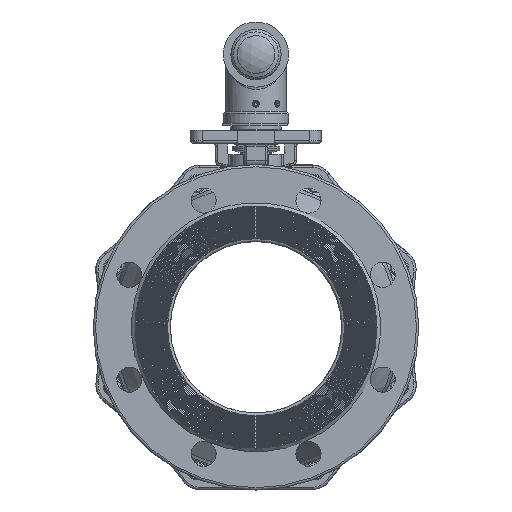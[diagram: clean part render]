
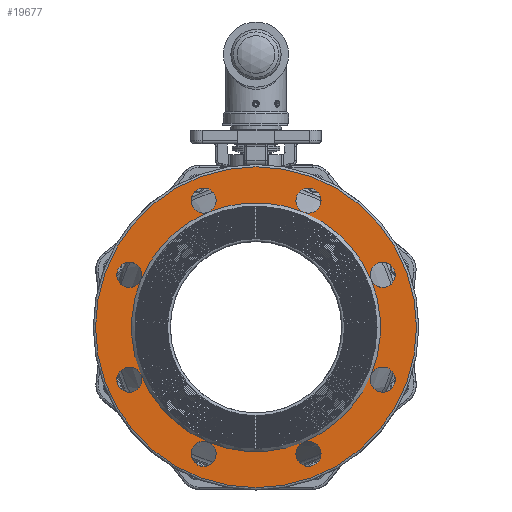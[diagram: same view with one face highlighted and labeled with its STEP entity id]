
A CAD part, front view. The second image highlights one B-rep face of the part: STEP entity #19677.
In plain terms, the highlighted planar face has unit normal (0, -1, 0).
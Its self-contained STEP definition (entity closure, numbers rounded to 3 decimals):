
#7447=ORIENTED_EDGE('',*,*,#11551,.F.);
#7448=ORIENTED_EDGE('',*,*,#11552,.F.);
#7449=ORIENTED_EDGE('',*,*,#11553,.F.);
#7450=ORIENTED_EDGE('',*,*,#11554,.F.);
#7451=ORIENTED_EDGE('',*,*,#11555,.F.);
#7452=ORIENTED_EDGE('',*,*,#11556,.F.);
#7453=ORIENTED_EDGE('',*,*,#11557,.F.);
#7454=ORIENTED_EDGE('',*,*,#11558,.F.);
#7455=ORIENTED_EDGE('',*,*,#11559,.F.);
#7456=ORIENTED_EDGE('',*,*,#11560,.F.);
#7457=ORIENTED_EDGE('',*,*,#11561,.F.);
#7458=ORIENTED_EDGE('',*,*,#11562,.F.);
#7459=ORIENTED_EDGE('',*,*,#11563,.F.);
#7460=ORIENTED_EDGE('',*,*,#11564,.F.);
#7461=ORIENTED_EDGE('',*,*,#11565,.F.);
#7462=ORIENTED_EDGE('',*,*,#11566,.F.);
#7463=ORIENTED_EDGE('',*,*,#11567,.T.);
#11551=EDGE_CURVE('',#13650,#13651,#14743,.T.);
#11552=EDGE_CURVE('',#13650,#13650,#14744,.T.);
#11553=EDGE_CURVE('',#13652,#13650,#14745,.T.);
#11554=EDGE_CURVE('',#13652,#13652,#14746,.T.);
#11555=EDGE_CURVE('',#13653,#13652,#14747,.T.);
#11556=EDGE_CURVE('',#13653,#13653,#14748,.T.);
#11557=EDGE_CURVE('',#13654,#13653,#14749,.T.);
#11558=EDGE_CURVE('',#13654,#13654,#14750,.T.);
#11559=EDGE_CURVE('',#13655,#13654,#14751,.T.);
#11560=EDGE_CURVE('',#13655,#13655,#14752,.T.);
#11561=EDGE_CURVE('',#13656,#13655,#14753,.T.);
#11562=EDGE_CURVE('',#13656,#13656,#14754,.T.);
#11563=EDGE_CURVE('',#13657,#13656,#14755,.T.);
#11564=EDGE_CURVE('',#13657,#13657,#14756,.T.);
#11565=EDGE_CURVE('',#13651,#13657,#14757,.T.);
#11566=EDGE_CURVE('',#13651,#13651,#14758,.T.);
#11567=EDGE_CURVE('',#13658,#13658,#14759,.T.);
#13650=VERTEX_POINT('',#62735);
#13651=VERTEX_POINT('',#62736);
#13652=VERTEX_POINT('',#62739);
#13653=VERTEX_POINT('',#62742);
#13654=VERTEX_POINT('',#62745);
#13655=VERTEX_POINT('',#62748);
#13656=VERTEX_POINT('',#62751);
#13657=VERTEX_POINT('',#62754);
#13658=VERTEX_POINT('',#62759);
#14743=CIRCLE('',#21508,109.);
#14744=CIRCLE('',#21509,11.);
#14745=CIRCLE('',#21510,109.);
#14746=CIRCLE('',#21511,11.);
#14747=CIRCLE('',#21512,109.);
#14748=CIRCLE('',#21513,11.);
#14749=CIRCLE('',#21514,109.);
#14750=CIRCLE('',#21515,11.);
#14751=CIRCLE('',#21516,109.);
#14752=CIRCLE('',#21517,11.);
#14753=CIRCLE('',#21518,109.);
#14754=CIRCLE('',#21519,11.);
#14755=CIRCLE('',#21520,109.);
#14756=CIRCLE('',#21521,11.);
#14757=CIRCLE('',#21522,109.);
#14758=CIRCLE('',#21523,11.);
#14759=CIRCLE('',#21524,140.5);
#16072=EDGE_LOOP('',(#7447,#7448,#7449,#7450,#7451,#7452,#7453,#7454,#7455,
#7456,#7457,#7458,#7459,#7460,#7461,#7462));
#16073=EDGE_LOOP('',(#7463));
#17737=FACE_BOUND('',#16072,.T.);
#17738=FACE_BOUND('',#16073,.T.);
#18659=PLANE('',#21507);
#19677=ADVANCED_FACE('',(#17737,#17738),#18659,.F.);
#21507=AXIS2_PLACEMENT_3D('',#62733,#25606,#25607);
#21508=AXIS2_PLACEMENT_3D('',#62734,#25608,#25609);
#21509=AXIS2_PLACEMENT_3D('',#62737,#25610,#25611);
#21510=AXIS2_PLACEMENT_3D('',#62738,#25612,#25613);
#21511=AXIS2_PLACEMENT_3D('',#62740,#25614,#25615);
#21512=AXIS2_PLACEMENT_3D('',#62741,#25616,#25617);
#21513=AXIS2_PLACEMENT_3D('',#62743,#25618,#25619);
#21514=AXIS2_PLACEMENT_3D('',#62744,#25620,#25621);
#21515=AXIS2_PLACEMENT_3D('',#62746,#25622,#25623);
#21516=AXIS2_PLACEMENT_3D('',#62747,#25624,#25625);
#21517=AXIS2_PLACEMENT_3D('',#62749,#25626,#25627);
#21518=AXIS2_PLACEMENT_3D('',#62750,#25628,#25629);
#21519=AXIS2_PLACEMENT_3D('',#62752,#25630,#25631);
#21520=AXIS2_PLACEMENT_3D('',#62753,#25632,#25633);
#21521=AXIS2_PLACEMENT_3D('',#62755,#25634,#25635);
#21522=AXIS2_PLACEMENT_3D('',#62756,#25636,#25637);
#21523=AXIS2_PLACEMENT_3D('',#62757,#25638,#25639);
#21524=AXIS2_PLACEMENT_3D('',#62758,#25640,#25641);
#25606=DIRECTION('',(0.,1.,0.));
#25607=DIRECTION('',(-1.,0.,0.));
#25608=DIRECTION('',(0.,-1.,0.));
#25609=DIRECTION('',(1.,0.,0.));
#25610=DIRECTION('',(0.,-1.,0.));
#25611=DIRECTION('',(0.707,0.,-0.707));
#25612=DIRECTION('',(0.,-1.,0.));
#25613=DIRECTION('',(1.,0.,0.));
#25614=DIRECTION('',(0.,-1.,0.));
#25615=DIRECTION('',(0.,0.,-1.));
#25616=DIRECTION('',(0.,-1.,0.));
#25617=DIRECTION('',(1.,0.,0.));
#25618=DIRECTION('',(0.,-1.,0.));
#25619=DIRECTION('',(-0.707,0.,-0.707));
#25620=DIRECTION('',(0.,-1.,0.));
#25621=DIRECTION('',(1.,0.,0.));
#25622=DIRECTION('',(0.,-1.,0.));
#25623=DIRECTION('',(-1.,0.,0.));
#25624=DIRECTION('',(0.,-1.,0.));
#25625=DIRECTION('',(1.,0.,0.));
#25626=DIRECTION('',(0.,-1.,0.));
#25627=DIRECTION('',(-0.707,0.,0.707));
#25628=DIRECTION('',(0.,-1.,0.));
#25629=DIRECTION('',(1.,0.,0.));
#25630=DIRECTION('',(0.,-1.,0.));
#25631=DIRECTION('',(0.,0.,1.));
#25632=DIRECTION('',(0.,-1.,0.));
#25633=DIRECTION('',(1.,0.,0.));
#25634=DIRECTION('',(0.,-1.,0.));
#25635=DIRECTION('',(0.707,0.,0.707));
#25636=DIRECTION('',(0.,-1.,0.));
#25637=DIRECTION('',(1.,0.,0.));
#25638=DIRECTION('',(0.,-1.,0.));
#25639=DIRECTION('',(1.,0.,0.));
#25640=DIRECTION('',(0.,-1.,0.));
#25641=DIRECTION('',(-1.,0.,0.));
#62733=CARTESIAN_POINT('',(142.5,4.6,0.));
#62734=CARTESIAN_POINT('',(0.,4.6,0.));
#62735=CARTESIAN_POINT('',(41.712,4.6,100.703));
#62736=CARTESIAN_POINT('',(-41.712,4.6,100.703));
#62737=CARTESIAN_POINT('',(45.922,4.6,110.866));
#62738=CARTESIAN_POINT('',(0.,4.6,0.));
#62739=CARTESIAN_POINT('',(100.703,4.6,41.712));
#62740=CARTESIAN_POINT('',(110.866,4.6,45.922));
#62741=CARTESIAN_POINT('',(0.,4.6,0.));
#62742=CARTESIAN_POINT('',(100.703,4.6,-41.712));
#62743=CARTESIAN_POINT('',(110.866,4.6,-45.922));
#62744=CARTESIAN_POINT('',(0.,4.6,0.));
#62745=CARTESIAN_POINT('',(41.712,4.6,-100.703));
#62746=CARTESIAN_POINT('',(45.922,4.6,-110.866));
#62747=CARTESIAN_POINT('',(0.,4.6,0.));
#62748=CARTESIAN_POINT('',(-41.712,4.6,-100.703));
#62749=CARTESIAN_POINT('',(-45.922,4.6,-110.866));
#62750=CARTESIAN_POINT('',(0.,4.6,0.));
#62751=CARTESIAN_POINT('',(-100.703,4.6,-41.712));
#62752=CARTESIAN_POINT('',(-110.866,4.6,-45.922));
#62753=CARTESIAN_POINT('',(0.,4.6,0.));
#62754=CARTESIAN_POINT('',(-100.703,4.6,41.712));
#62755=CARTESIAN_POINT('',(-110.866,4.6,45.922));
#62756=CARTESIAN_POINT('',(0.,4.6,0.));
#62757=CARTESIAN_POINT('',(-45.922,4.6,110.866));
#62758=CARTESIAN_POINT('',(0.,4.6,0.));
#62759=CARTESIAN_POINT('',(-140.5,4.6,0.));
